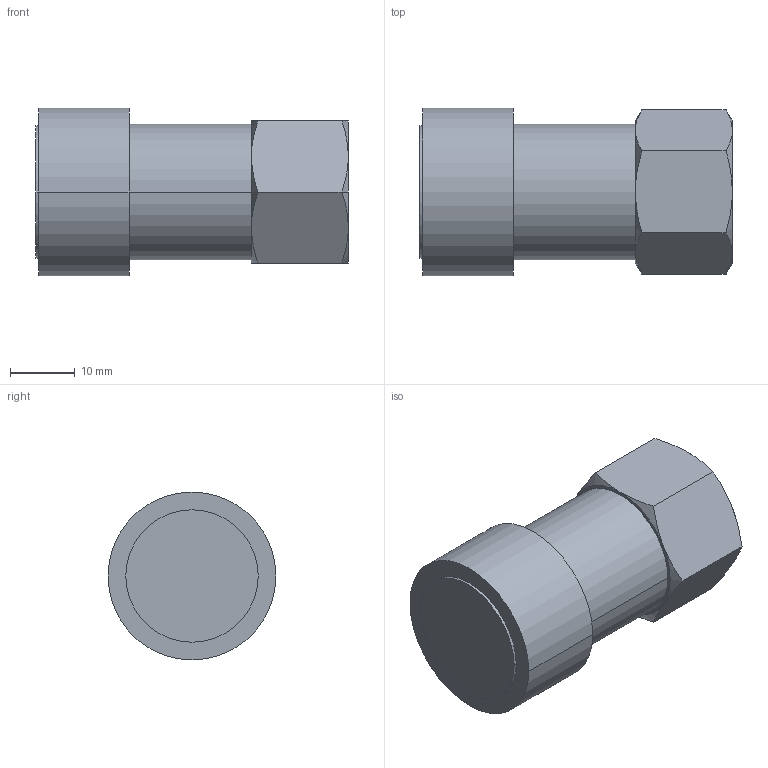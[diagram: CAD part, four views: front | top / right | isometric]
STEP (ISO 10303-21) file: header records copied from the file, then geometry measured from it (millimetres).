
FILE_DESCRIPTION (( 'STEP AP214' ), '1' );
FILE_NAME ('KK130S-03F.STEP', '2017-04-26T06:34:26', ( 'SONIC' ), ( 'UNITCOM PC' ), 'SwSTEP 2.0', 'SolidWorks 2015', '' );
FILE_SCHEMA (( 'AUTOMOTIVE_DESIGN' ));
Length unit declared in the file: metre
Products named in the file (1): KK130S-03F
Bounding box: 48.4 x 26 x 26 mm (x, y, z)
Volume: 18383.5 mm3; surface area: 5208.3 mm2
Topology: 1 solids, 1 shells, 37 faces, 78 edges, 45 vertices
Faces by surface type: cone 18, plane 11, cylinder 8
Entity records: 1118 total; most frequent: CARTESIAN_POINT 303, DIRECTION 160, ORIENTED_EDGE 152, EDGE_CURVE 76, AXIS2_PLACEMENT_3D 70, VERTEX_POINT 45, EDGE_LOOP 41, FACE_OUTER_BOUND 37
